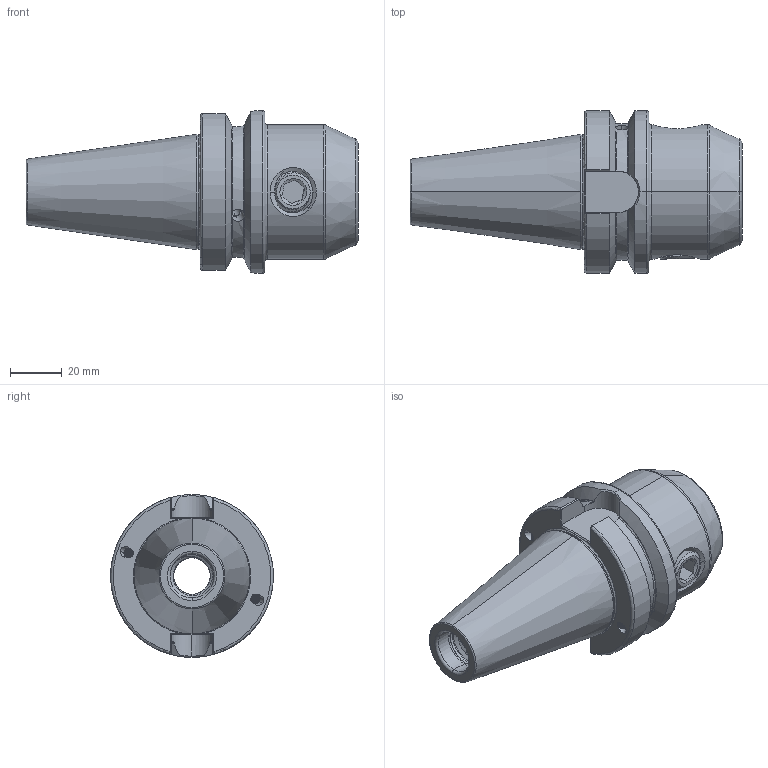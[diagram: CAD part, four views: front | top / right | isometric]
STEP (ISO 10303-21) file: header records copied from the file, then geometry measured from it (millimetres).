
FILE_DESCRIPTION (( 'STEP AP203' ), '1' );
FILE_NAME ('406.05.20.STEP', '2016-08-08T06:55:08', ( '' ), ( '' ), 'SwSTEP 2.0', 'SolidWorks 2012', '' );
FILE_SCHEMA (( 'CONFIG_CONTROL_DESIGN' ));
Length unit declared in the file: millimetre
Products named in the file (3): 側固16_M16x2_16L; 406.05.20
Assembly tree (2 placements, depth 2):
  406.05.20
    406.05.20
    側固16_M16x2_16L
Bounding box: 128.4 x 63 x 63 mm (x, y, z)
Volume: 170452.9 mm3; surface area: 35777.4 mm2
Topology: 2 solids, 2 shells, 290 faces, 789 edges, 506 vertices
Faces by surface type: cylinder 150, plane 49, bspline 33, torus 30, cone 26, sphere 2
Entity records: 30871 total; most frequent: CARTESIAN_POINT 24308, ORIENTED_EDGE 1574, DIRECTION 1044, EDGE_CURVE 787, VERTEX_POINT 506, AXIS2_PLACEMENT_3D 410, EDGE_LOOP 307, FACE_OUTER_BOUND 290
